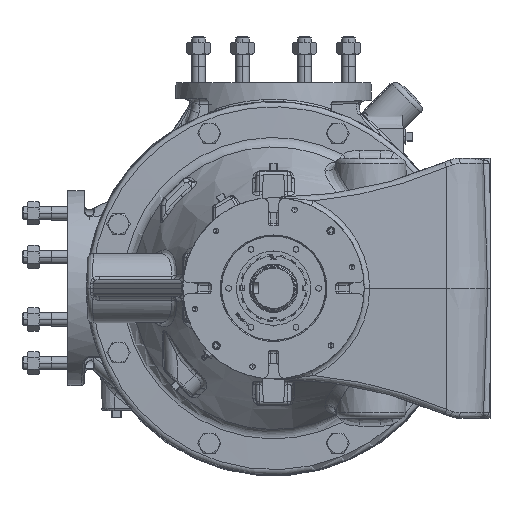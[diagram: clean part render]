
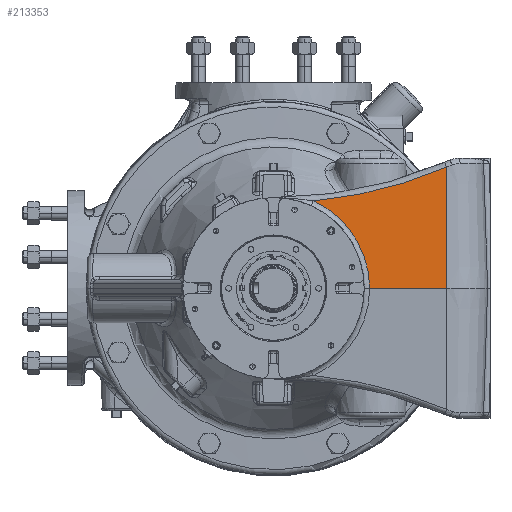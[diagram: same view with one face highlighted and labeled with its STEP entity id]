
A CAD part, left-side view. The second image highlights one B-rep face of the part: STEP entity #213353.
In plain terms, the highlighted planar face has unit normal (-0.999, 0, 0.035).
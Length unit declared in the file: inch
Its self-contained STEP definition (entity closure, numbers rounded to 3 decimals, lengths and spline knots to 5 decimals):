
#9315 = CARTESIAN_POINT ( 'NONE',  ( -13.6, -8., 6. ) ) ;
#20376 = VECTOR ( 'NONE', #65847, 39.37008 ) ;
#21746 = EDGE_CURVE ( 'Defeatured_0_2912+Defeatured_0_2745+Defeatured_0_3018+Defeatured_0_2882', #107639, #44004, #168420, .T. ) ;
#44004 = VERTEX_POINT ( 'NONE', #201756 ) ;
#45128 = ORIENTED_EDGE ( 'NONE', *, *, #221327, .F. ) ;
#63949 = VERTEX_POINT ( 'NONE', #215591 ) ;
#65847 = DIRECTION ( 'NONE',  ( -0.035, 0., -0.999 ) ) ;
#67592 = CARTESIAN_POINT ( 'NONE',  ( -13.66871, -1.83922, 4.03242 ) ) ;
#80442 = DIRECTION ( 'NONE',  ( 0., -1., 0. ) ) ;
#85583 = CARTESIAN_POINT ( 'NONE',  ( -13.6, -8., 6. ) ) ;
#88083 = FACE_OUTER_BOUND ( 'NONE', #139560, .T. ) ;
#94879 = EDGE_CURVE ( 'Defeatured_0_2882+Defeatured_0_2912+Defeatured_0_2971+Defeatured_0_2716', #63949, #44004, #130091, .T. ) ;
#97405 = ORIENTED_EDGE ( 'NONE', *, *, #94879, .F. ) ;
#101537 = VERTEX_POINT ( 'NONE', #108123 ) ;
#102097 = CARTESIAN_POINT ( 'NONE',  ( -13.80952, -4.43999, 0. ) ) ;
#102793 = EDGE_CURVE ( 'Defeatured_0_3018+Defeatured_0_2912+Defeatured_0_2852+Defeatured_0_3019', #107639, #101537, #118056, .T. ) ;
#107639 = VERTEX_POINT ( 'NONE', #207244 ) ;
#108123 = CARTESIAN_POINT ( 'NONE',  ( -13.66871, -1.83922, 4.03242 ) ) ;
#108279 = CARTESIAN_POINT ( 'NONE',  ( -13.66193, -3.96674, 4.22646 ) ) ;
#111715 = ORIENTED_EDGE ( 'NONE', *, *, #21746, .T. ) ;
#118056 =( BOUNDED_CURVE ( )  B_SPLINE_CURVE ( 3, ( #102097, #181951, #159668, #259482 ),
 .UNSPECIFIED., .F., .F. ) 
 B_SPLINE_CURVE_WITH_KNOTS ( ( 4, 4 ),
 ( 4.71435, 5.85608 ),
 .UNSPECIFIED. ) 
 CURVE ( )  GEOMETRIC_REPRESENTATION_ITEM ( )  RATIONAL_B_SPLINE_CURVE ( ( 1., 0.894, 0.894, 1. ) ) 
 REPRESENTATION_ITEM ( '' )  );
#130027 = PLANE ( 'NONE',  #163329 ) ;
#130091 = LINE ( 'NONE', #85583, #20376 ) ;
#139560 = EDGE_LOOP ( 'NONE', ( #111715, #97405, #45128, #216742 ) ) ;
#159668 = CARTESIAN_POINT ( 'NONE',  ( -13.69458, -3.46708, 3.29155 ) ) ;
#163329 = AXIS2_PLACEMENT_3D ( 'NONE', #9315, #227032, #209901 ) ;
#165955 = CARTESIAN_POINT ( 'NONE',  ( -13.64358, -6.03744, 4.75198 ) ) ;
#168420 = LINE ( 'NONE', #248510, #184961 ) ;
#181951 = CARTESIAN_POINT ( 'NONE',  ( -13.74707, -4.43648, 1.78852 ) ) ;
#184961 = VECTOR ( 'NONE', #80442, 39.37008 ) ;
#188149 = CARTESIAN_POINT ( 'NONE',  ( -13.61411, -8., 5.59597 ) ) ;
#201756 = CARTESIAN_POINT ( 'NONE',  ( -13.80952, -8., 0. ) ) ;
#207244 = CARTESIAN_POINT ( 'NONE',  ( -13.80952, -4.43999, 0. ) ) ;
#209901 = DIRECTION ( 'NONE',  ( -0.035, 0., -0.999 ) ) ;
#213353 = ADVANCED_FACE ( 'Defeatured_0_2912', ( #88083 ), #130027, .T. ) ;
#215591 = CARTESIAN_POINT ( 'NONE',  ( -13.61411, -8., 5.59597 ) ) ;
#216742 = ORIENTED_EDGE ( 'NONE', *, *, #102793, .F. ) ;
#221327 = EDGE_CURVE ( 'Defeatured_0_2970+Defeatured_0_2912+Defeatured_0_3019+Defeatured_0_2971', #101537, #63949, #230900, .T. ) ;
#227032 = DIRECTION ( 'NONE',  ( -0.999, 0., 0.035 ) ) ;
#230900 =( BOUNDED_CURVE ( )  B_SPLINE_CURVE ( 3, ( #67592, #108279, #165955, #188149 ),
 .UNSPECIFIED., .F., .T. ) 
 B_SPLINE_CURVE_WITH_KNOTS ( ( 4, 4 ),
 ( 0.09095, 0.40614 ),
 .UNSPECIFIED. ) 
 CURVE ( )  GEOMETRIC_REPRESENTATION_ITEM ( )  RATIONAL_B_SPLINE_CURVE ( ( 1., 0.992, 0.992, 1. ) ) 
 REPRESENTATION_ITEM ( '' )  );
#248510 = CARTESIAN_POINT ( 'NONE',  ( -13.80952, -8., 0. ) ) ;
#259482 = CARTESIAN_POINT ( 'NONE',  ( -13.66871, -1.83922, 4.03242 ) ) ;
